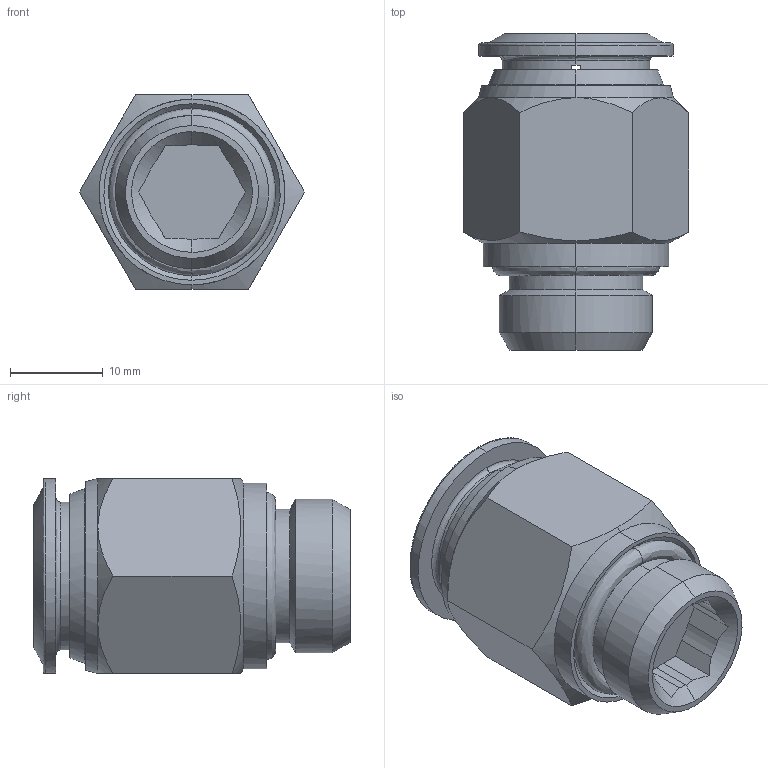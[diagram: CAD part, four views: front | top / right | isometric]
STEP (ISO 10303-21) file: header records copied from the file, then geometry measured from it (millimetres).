
FILE_DESCRIPTION (( 'STEP AP214' ), '1' );
FILE_NAME ('PC14-G03_ME.STEP', '2018-09-06T08:45:24', ( '' ), ( '' ), 'SwSTEP 2.0', 'SolidWorks 2018', '' );
FILE_SCHEMA (( 'AUTOMOTIVE_DESIGN' ));
Length unit declared in the file: millimetre
Products named in the file (1): PC14-G03_ME
Bounding box: 24.25 x 34.1 x 21 mm (x, y, z)
Volume: 8982.7 mm3; surface area: 3818.5 mm2
Topology: 1 solids, 1 shells, 89 faces, 214 edges, 133 vertices
Faces by surface type: bspline 89
Entity records: 4380 total; most frequent: CARTESIAN_POINT 3049, ORIENTED_EDGE 428, EDGE_CURVE 214, B_SPLINE_CURVE_WITH_KNOTS 150, VERTEX_POINT 133, EDGE_LOOP 99, ADVANCED_FACE 89, FACE_OUTER_BOUND 89
